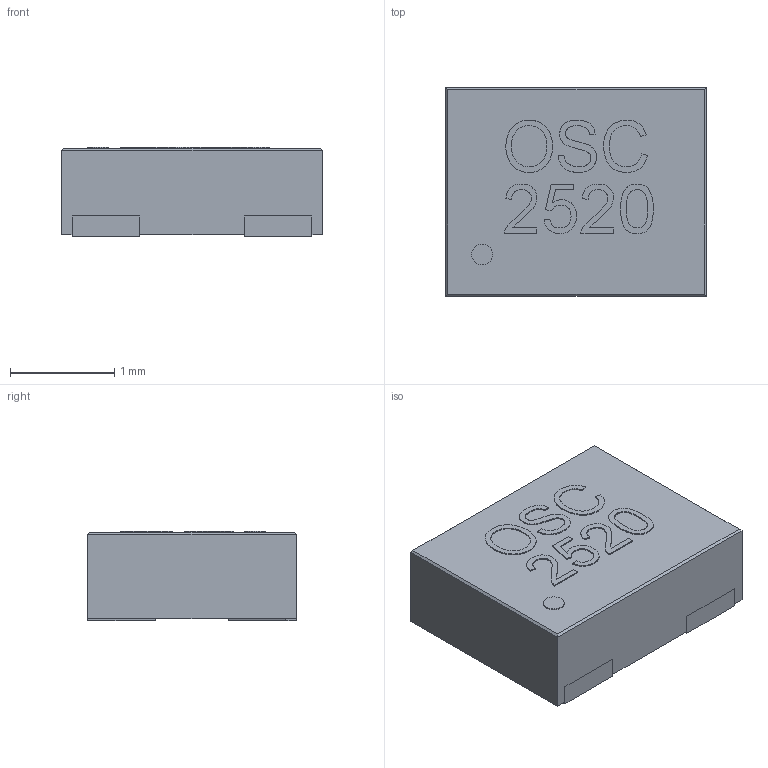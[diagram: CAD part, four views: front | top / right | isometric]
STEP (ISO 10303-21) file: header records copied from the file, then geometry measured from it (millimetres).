
FILE_DESCRIPTION (( 'STEP AP214' ), '1' );
FILE_NAME ('User Library-Oscillator2520-4pol.STEP', '2017-05-05T05:59:31', ( 'Windows User' ), ( '' ), 'SwSTEP 2.0', 'SolidWorks 2017', '' );
FILE_SCHEMA (( 'AUTOMOTIVE_DESIGN' ));
Length unit declared in the file: millimetre
Products named in the file (6): User Library-Oscillator2520-4pol_Cut; User Library-Oscillator2520-4pol_Zylinder; User Library-Oscillator2520-4pol_Cut004; User Library-Oscillator2520-4pol_Pad001; User Library-Oscillator2520-4pol_Pad002; User Library-Oscillator2520-4pol
Assembly tree (5 placements, depth 2):
  User Library-Oscillator2520-4pol
    User Library-Oscillator2520-4pol_Pad002
    User Library-Oscillator2520-4pol_Pad001
    User Library-Oscillator2520-4pol_Cut004
    User Library-Oscillator2520-4pol_Zylinder
    User Library-Oscillator2520-4pol_Cut
Bounding box: 2.5 x 2 x 0.86 mm (x, y, z)
Volume: 4.2 mm3; surface area: 25.1 mm2
Topology: 13 solids, 13 shells, 408 faces, 1112 edges, 740 vertices
Faces by surface type: bspline 288, plane 116, cylinder 4
Entity records: 21805 total; most frequent: CARTESIAN_POINT 8667, ORIENTED_EDGE 2224, EDGE_CURVE 1112, DIRECTION 800, VERTEX_POINT 740, B_SPLINE_CURVE_WITH_KNOTS 576, LINE 528, VECTOR 528
